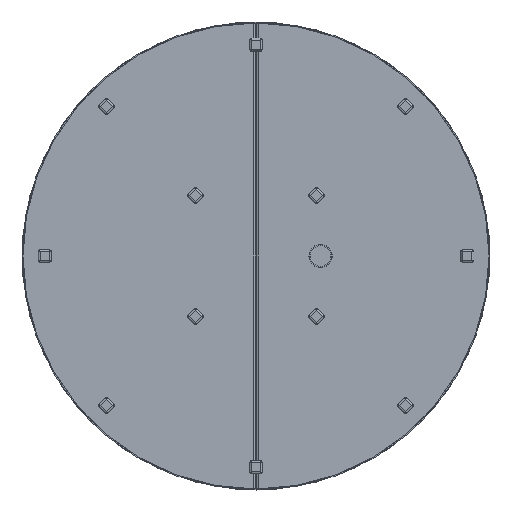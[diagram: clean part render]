
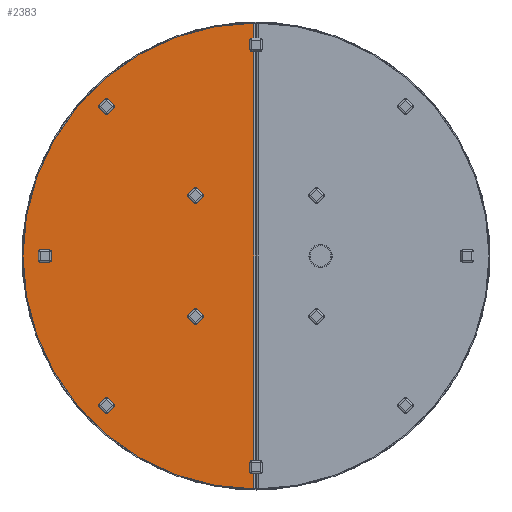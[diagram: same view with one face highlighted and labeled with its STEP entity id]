
A CAD part, front view. The second image highlights one B-rep face of the part: STEP entity #2383.
In plain terms, the highlighted planar face has unit normal (0, -1, 0).
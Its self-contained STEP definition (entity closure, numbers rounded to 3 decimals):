
#455 = CARTESIAN_POINT ( 'NONE',  ( -7., -3., -721.966 ) ) ;
#673 = DIRECTION ( 'NONE',  ( 0., 0., 1. ) ) ;
#921 = CARTESIAN_POINT ( 'NONE',  ( 0., -3., 0. ) ) ;
#994 = DIRECTION ( 'NONE',  ( 0., 0., 1. ) ) ;
#1171 = AXIS2_PLACEMENT_3D ( 'NONE', #921, #2579, #994 ) ;
#1565 = EDGE_CURVE ( 'NONE', #3324, #3068, #6179, .T. ) ;
#2383 = ADVANCED_FACE ( 'NONE', ( #4653 ), #5324, .F. ) ;
#2400 = CARTESIAN_POINT ( 'NONE',  ( -7., -3., -722. ) ) ;
#2476 = DIRECTION ( 'NONE',  ( 0., 0., 1. ) ) ;
#2579 = DIRECTION ( 'NONE',  ( 0., 1., 0. ) ) ;
#3068 = VERTEX_POINT ( 'NONE', #3810 ) ;
#3324 = VERTEX_POINT ( 'NONE', #455 ) ;
#3348 = CARTESIAN_POINT ( 'NONE',  ( 0., -3., 0. ) ) ;
#3810 = CARTESIAN_POINT ( 'NONE',  ( -7., -3., 721.966 ) ) ;
#4120 = ORIENTED_EDGE ( 'NONE', *, *, #1565, .T. ) ;
#4180 = ORIENTED_EDGE ( 'NONE', *, *, #4217, .F. ) ;
#4217 = EDGE_CURVE ( 'NONE', #3324, #3068, #6704, .T. ) ;
#4653 = FACE_OUTER_BOUND ( 'NONE', #5099, .T. ) ;
#5099 = EDGE_LOOP ( 'NONE', ( #4120, #4180 ) ) ;
#5112 = AXIS2_PLACEMENT_3D ( 'NONE', #3348, #5491, #673 ) ;
#5324 = PLANE ( 'NONE',  #1171 ) ;
#5491 = DIRECTION ( 'NONE',  ( 0., 1., 0. ) ) ;
#6179 = LINE ( 'NONE', #2400, #6227 ) ;
#6227 = VECTOR ( 'NONE', #2476, 1000. ) ;
#6704 = CIRCLE ( 'NONE', #5112, 722. ) ;
